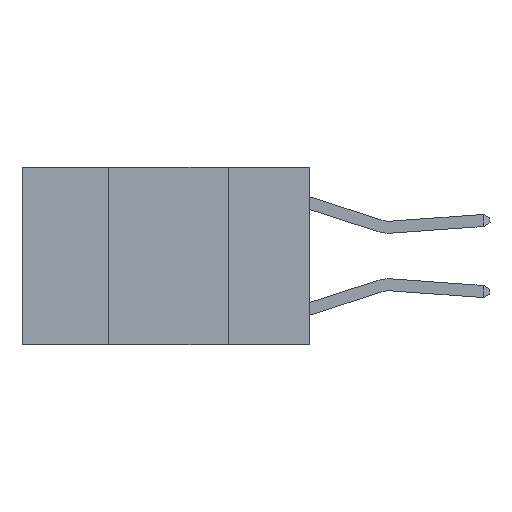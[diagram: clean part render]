
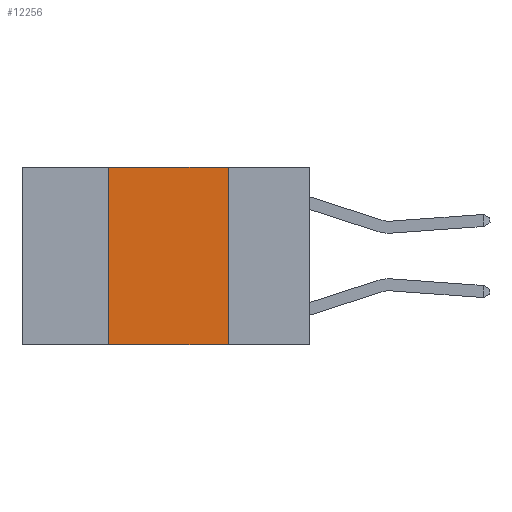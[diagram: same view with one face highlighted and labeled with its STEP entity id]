
A CAD part, left-side view. The second image highlights one B-rep face of the part: STEP entity #12256.
In plain terms, the highlighted planar face has unit normal (-1, 0, 0).
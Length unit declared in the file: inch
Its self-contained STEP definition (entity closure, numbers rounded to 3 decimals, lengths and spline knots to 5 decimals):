
#36 = VERTEX_POINT ( 'NONE', #2687 ) ;
#98 = ORIENTED_EDGE ( 'NONE', *, *, #14474, .F. ) ;
#1935 = DIRECTION ( 'NONE',  ( 0., 0., 1. ) ) ;
#2687 = CARTESIAN_POINT ( 'NONE',  ( 0., 0.17, 0. ) ) ;
#2866 = VECTOR ( 'NONE', #12775, 39.37008 ) ;
#3236 = CARTESIAN_POINT ( 'NONE',  ( 0., 0.17, 0. ) ) ;
#3616 = VERTEX_POINT ( 'NONE', #17640 ) ;
#4092 = VERTEX_POINT ( 'NONE', #5977 ) ;
#4420 = LINE ( 'NONE', #16289, #13397 ) ;
#5648 = ORIENTED_EDGE ( 'NONE', *, *, #13394, .F. ) ;
#5690 = DIRECTION ( 'NONE',  ( 1., 0., 0. ) ) ;
#5977 = CARTESIAN_POINT ( 'NONE',  ( 0., 0.42, -0.37 ) ) ;
#6653 = LINE ( 'NONE', #3236, #2866 ) ;
#7218 = PLANE ( 'NONE',  #10948 ) ;
#8663 = FACE_OUTER_BOUND ( 'NONE', #15657, .T. ) ;
#9692 = VECTOR ( 'NONE', #15066, 39.37008 ) ;
#10225 = DIRECTION ( 'NONE',  ( 0., -1., 0. ) ) ;
#10710 = LINE ( 'NONE', #19697, #15441 ) ;
#10948 = AXIS2_PLACEMENT_3D ( 'NONE', #15230, #5690, #16807 ) ;
#12256 = ADVANCED_FACE ( 'NONE', ( #8663 ), #7218, .F. ) ;
#12775 = DIRECTION ( 'NONE',  ( 0., 0., -1. ) ) ;
#12850 = EDGE_CURVE ( 'NONE', #3616, #36, #13927, .T. ) ;
#13394 = EDGE_CURVE ( 'NONE', #4092, #3616, #4420, .T. ) ;
#13397 = VECTOR ( 'NONE', #1935, 39.37008 ) ;
#13461 = CARTESIAN_POINT ( 'NONE',  ( 0., 0.6, 0. ) ) ;
#13927 = LINE ( 'NONE', #13461, #9692 ) ;
#14474 = EDGE_CURVE ( 'NONE', #36, #19097, #6653, .T. ) ;
#15066 = DIRECTION ( 'NONE',  ( 0., -1., 0. ) ) ;
#15230 = CARTESIAN_POINT ( 'NONE',  ( 0., 0.6, 0. ) ) ;
#15441 = VECTOR ( 'NONE', #10225, 39.37008 ) ;
#15657 = EDGE_LOOP ( 'NONE', ( #98, #19217, #5648, #18446 ) ) ;
#16289 = CARTESIAN_POINT ( 'NONE',  ( 0., 0.42, 0. ) ) ;
#16807 = DIRECTION ( 'NONE',  ( 0., 0., -1. ) ) ;
#17640 = CARTESIAN_POINT ( 'NONE',  ( 0., 0.42, 0. ) ) ;
#18446 = ORIENTED_EDGE ( 'NONE', *, *, #18681, .T. ) ;
#18681 = EDGE_CURVE ( 'NONE', #4092, #19097, #10710, .T. ) ;
#19077 = CARTESIAN_POINT ( 'NONE',  ( 0., 0.17, -0.37 ) ) ;
#19097 = VERTEX_POINT ( 'NONE', #19077 ) ;
#19217 = ORIENTED_EDGE ( 'NONE', *, *, #12850, .F. ) ;
#19697 = CARTESIAN_POINT ( 'NONE',  ( 0., 0.6, -0.37 ) ) ;
